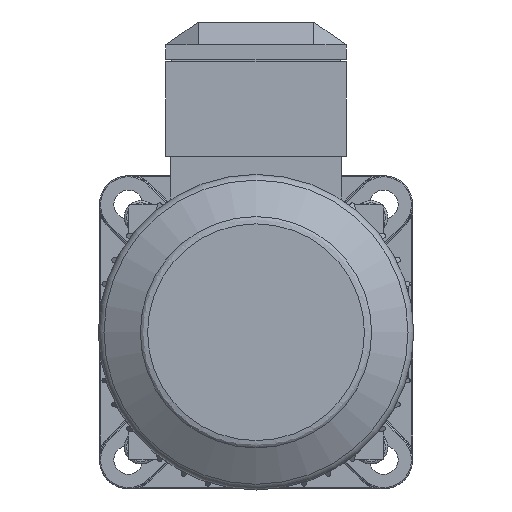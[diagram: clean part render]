
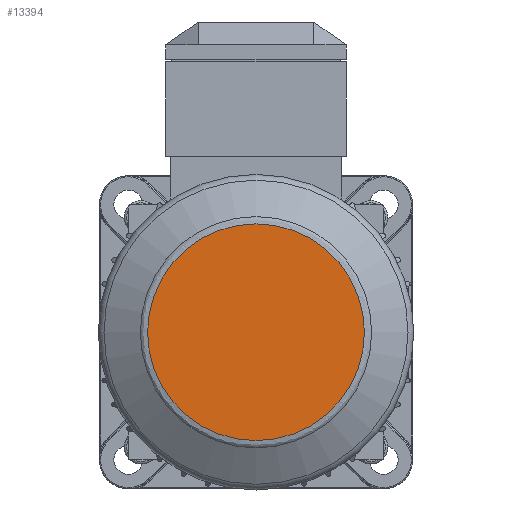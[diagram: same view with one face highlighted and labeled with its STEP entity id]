
A CAD part, left-side view. The second image highlights one B-rep face of the part: STEP entity #13394.
In plain terms, the highlighted planar face has unit normal (-1, 0, 0).
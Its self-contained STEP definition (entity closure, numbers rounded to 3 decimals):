
#1002=CIRCLE('',#14529,45.);
#3471=ORIENTED_EDGE('',*,*,#6631,.F.);
#6631=EDGE_CURVE('',#8358,#8358,#1002,.T.);
#8358=VERTEX_POINT('',#22403);
#11128=EDGE_LOOP('',(#3471));
#12116=FACE_BOUND('',#11128,.T.);
#12910=PLANE('',#14530);
#13394=ADVANCED_FACE('',(#12116),#12910,.T.);
#14529=AXIS2_PLACEMENT_3D('',#22402,#17013,#17014);
#14530=AXIS2_PLACEMENT_3D('',#22404,#17015,#17016);
#17013=DIRECTION('',(1.,0.,0.));
#17014=DIRECTION('',(0.,0.,-1.));
#17015=DIRECTION('',(-1.,0.,0.));
#17016=DIRECTION('',(0.,0.,1.));
#22402=CARTESIAN_POINT('',(-194.5,0.,0.));
#22403=CARTESIAN_POINT('',(-194.5,0.,-45.));
#22404=CARTESIAN_POINT('',(-194.5,0.,0.));
